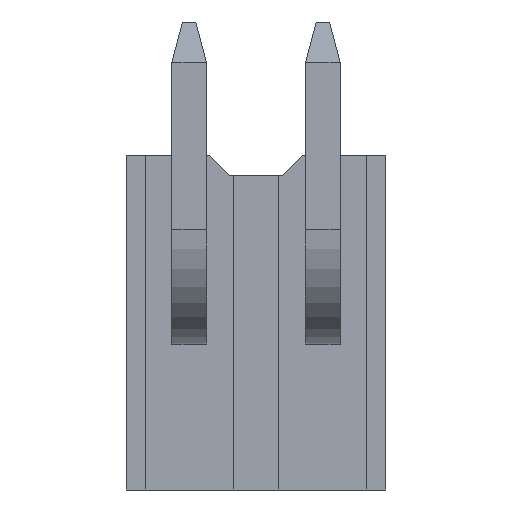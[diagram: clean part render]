
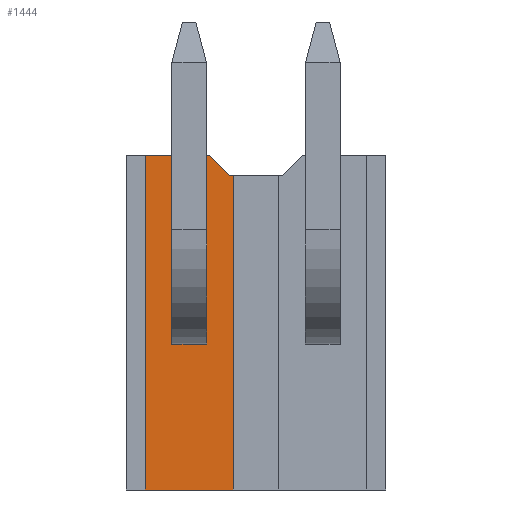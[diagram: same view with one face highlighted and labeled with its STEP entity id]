
A CAD part, front view. The second image highlights one B-rep face of the part: STEP entity #1444.
In plain terms, the highlighted planar face has unit normal (0, -1, 0).
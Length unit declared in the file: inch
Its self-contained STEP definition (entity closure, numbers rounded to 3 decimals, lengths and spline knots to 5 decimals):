
#37=DIRECTION('',(1.,0.,0.));
#38=VECTOR('',#37,0.048);
#39=CARTESIAN_POINT('',(-0.083,-0.0375,0.125));
#40=LINE('',#39,#38);
#227=DIRECTION('',(0.,0.,-1.));
#228=VECTOR('',#227,0.026);
#229=CARTESIAN_POINT('',(-0.063,-0.0375,0.01));
#230=LINE('',#229,#228);
#231=DIRECTION('',(1.,0.,0.));
#232=VECTOR('',#231,0.026);
#233=CARTESIAN_POINT('',(-0.063,-0.0375,-0.016));
#234=LINE('',#233,#232);
#235=DIRECTION('',(0.,0.,-1.));
#236=VECTOR('',#235,0.026);
#237=CARTESIAN_POINT('',(-0.037,-0.0375,0.01));
#238=LINE('',#237,#236);
#239=DIRECTION('',(1.,0.,0.));
#240=VECTOR('',#239,0.026);
#241=CARTESIAN_POINT('',(-0.063,-0.0375,0.01));
#242=LINE('',#241,#240);
#243=DIRECTION('',(-0.707,0.,0.707));
#244=VECTOR('',#243,0.02121);
#245=CARTESIAN_POINT('',(-0.02,-0.0375,0.11));
#246=LINE('',#245,#244);
#247=DIRECTION('',(-1.,0.,0.));
#248=VECTOR('',#247,0.003);
#249=CARTESIAN_POINT('',(-0.017,-0.0375,0.11));
#250=LINE('',#249,#248);
#251=DIRECTION('',(0.,0.,1.));
#252=VECTOR('',#251,0.235);
#253=CARTESIAN_POINT('',(-0.017,-0.0375,-0.125));
#254=LINE('',#253,#252);
#255=DIRECTION('',(0.,0.,-1.));
#256=VECTOR('',#255,0.25);
#257=CARTESIAN_POINT('',(-0.083,-0.0375,0.125));
#258=LINE('',#257,#256);
#397=DIRECTION('',(1.,0.,0.));
#398=VECTOR('',#397,0.066);
#399=CARTESIAN_POINT('',(-0.083,-0.0375,-0.125));
#400=LINE('',#399,#398);
#867=CARTESIAN_POINT('',(-0.063,-0.0375,0.01));
#869=VERTEX_POINT('',#867);
#872=CARTESIAN_POINT('',(-0.063,-0.0375,-0.016));
#874=VERTEX_POINT('',#872);
#875=CARTESIAN_POINT('',(-0.037,-0.0375,0.01));
#877=VERTEX_POINT('',#875);
#880=CARTESIAN_POINT('',(-0.037,-0.0375,-0.016));
#882=VERTEX_POINT('',#880);
#916=CARTESIAN_POINT('',(-0.083,-0.0375,0.125));
#918=VERTEX_POINT('',#916);
#921=CARTESIAN_POINT('',(-0.083,-0.0375,-0.125));
#922=CARTESIAN_POINT('',(-0.017,-0.0375,-0.125));
#923=VERTEX_POINT('',#921);
#924=VERTEX_POINT('',#922);
#1044=CARTESIAN_POINT('',(-0.035,-0.0375,0.125));
#1046=VERTEX_POINT('',#1044);
#1063=CARTESIAN_POINT('',(-0.02,-0.0375,0.11));
#1064=VERTEX_POINT('',#1063);
#1065=CARTESIAN_POINT('',(-0.017,-0.0375,0.11));
#1066=VERTEX_POINT('',#1065);
#1420=CARTESIAN_POINT('',(-0.097,-0.0375,0.));
#1421=DIRECTION('',(0.,-1.,0.));
#1422=DIRECTION('',(1.,0.,0.));
#1423=AXIS2_PLACEMENT_3D('',#1420,#1421,#1422);
#1424=PLANE('',#1423);
#1425=ORIENTED_EDGE('',*,*,#1142,.F.);
#1427=ORIENTED_EDGE('',*,*,#1426,.F.);
#1429=ORIENTED_EDGE('',*,*,#1428,.F.);
#1431=ORIENTED_EDGE('',*,*,#1430,.F.);
#1433=ORIENTED_EDGE('',*,*,#1432,.F.);
#1434=ORIENTED_EDGE('',*,*,#1100,.T.);
#1435=EDGE_LOOP('',(#1425,#1427,#1429,#1431,#1433,#1434));
#1436=FACE_OUTER_BOUND('',#1435,.F.);
#1437=ORIENTED_EDGE('',*,*,#1223,.T.);
#1438=ORIENTED_EDGE('',*,*,#1274,.T.);
#1440=ORIENTED_EDGE('',*,*,#1439,.F.);
#1441=ORIENTED_EDGE('',*,*,#1398,.F.);
#1442=EDGE_LOOP('',(#1437,#1438,#1440,#1441));
#1443=FACE_BOUND('',#1442,.F.);
#1444=ADVANCED_FACE('',(#1436,#1443),#1424,.T.);
#1100=EDGE_CURVE('',#918,#1046,#40,.T.);
#1142=EDGE_CURVE('',#1064,#1046,#246,.T.);
#1223=EDGE_CURVE('',#869,#874,#230,.T.);
#1274=EDGE_CURVE('',#874,#882,#234,.T.);
#1398=EDGE_CURVE('',#869,#877,#242,.T.);
#1426=EDGE_CURVE('',#1066,#1064,#250,.T.);
#1428=EDGE_CURVE('',#924,#1066,#254,.T.);
#1430=EDGE_CURVE('',#923,#924,#400,.T.);
#1432=EDGE_CURVE('',#918,#923,#258,.T.);
#1439=EDGE_CURVE('',#877,#882,#238,.T.);
